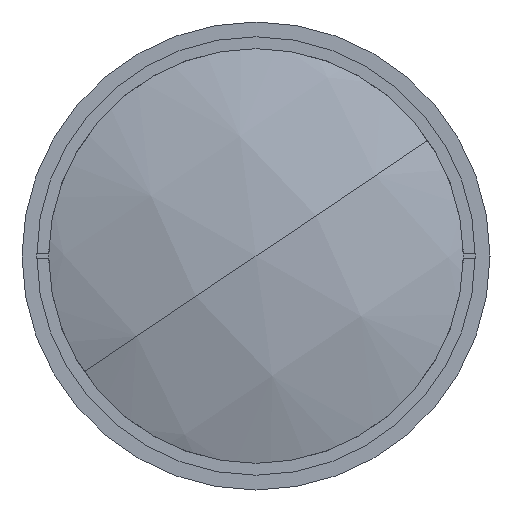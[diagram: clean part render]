
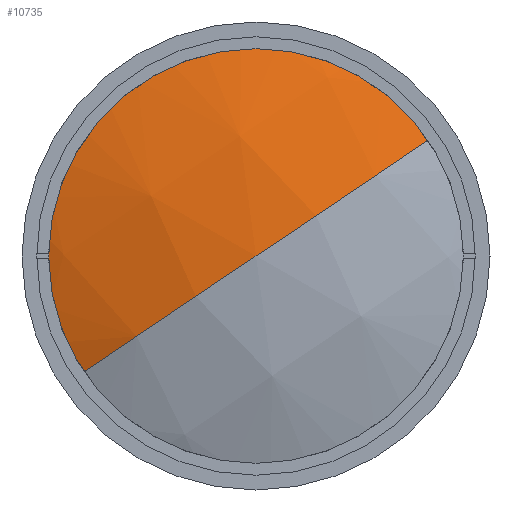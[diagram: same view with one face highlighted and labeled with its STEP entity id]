
A CAD part, left-side view. The second image highlights one B-rep face of the part: STEP entity #10735.
In plain terms, the highlighted spherical face has radius 102.234 mm.
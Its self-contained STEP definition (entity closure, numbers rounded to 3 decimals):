
#426 = ORIENTED_EDGE ( 'NONE', *, *, #5054, .F. ) ;
#886 = EDGE_CURVE ( 'NONE', #9450, #9490, #4388, .T. ) ;
#2005 = SPHERICAL_SURFACE ( 'NONE', #5621, 102.234 ) ;
#2389 = AXIS2_PLACEMENT_3D ( 'NONE', #8764, #2392, #9855 ) ;
#2392 = DIRECTION ( 'NONE',  ( 0., 0.558, 0.83 ) ) ;
#2455 = CARTESIAN_POINT ( 'NONE',  ( 103.234, 0., 0. ) ) ;
#2569 = CARTESIAN_POINT ( 'NONE',  ( 7.548, 29.871, -20.093 ) ) ;
#2738 = CARTESIAN_POINT ( 'NONE',  ( 1., 0., 0. ) ) ;
#3530 = DIRECTION ( 'NONE',  ( 0., 0.83, -0.558 ) ) ;
#3608 = DIRECTION ( 'NONE',  ( -1., 0., 0. ) ) ;
#4388 = CIRCLE ( 'NONE', #7918, 36. ) ;
#5054 = EDGE_CURVE ( 'NONE', #9450, #9852, #6334, .T. ) ;
#5621 = AXIS2_PLACEMENT_3D ( 'NONE', #12724, #11830, #12901 ) ;
#5977 = DIRECTION ( 'NONE',  ( 0., 0.558, 0.83 ) ) ;
#6152 = EDGE_LOOP ( 'NONE', ( #12634, #12969, #426 ) ) ;
#6272 = AXIS2_PLACEMENT_3D ( 'NONE', #2455, #9919, #3530 ) ;
#6334 = CIRCLE ( 'NONE', #6272, 102.234 ) ;
#7918 = AXIS2_PLACEMENT_3D ( 'NONE', #8441, #3608, #5977 ) ;
#8441 = CARTESIAN_POINT ( 'NONE',  ( 7.548, 0., 0. ) ) ;
#8764 = CARTESIAN_POINT ( 'NONE',  ( 103.234, 0., 0. ) ) ;
#9450 = VERTEX_POINT ( 'NONE', #12167 ) ;
#9490 = VERTEX_POINT ( 'NONE', #2569 ) ;
#9714 = EDGE_CURVE ( 'NONE', #9490, #9852, #11038, .T. ) ;
#9852 = VERTEX_POINT ( 'NONE', #2738 ) ;
#9855 = DIRECTION ( 'NONE',  ( 0., -0.83, 0.558 ) ) ;
#9919 = DIRECTION ( 'NONE',  ( 0., -0.558, -0.83 ) ) ;
#10735 = ADVANCED_FACE ( 'NONE', ( #13035 ), #2005, .T. ) ;
#11038 = CIRCLE ( 'NONE', #2389, 102.234 ) ;
#11830 = DIRECTION ( 'NONE',  ( 0., 0.558, 0.83 ) ) ;
#12167 = CARTESIAN_POINT ( 'NONE',  ( 7.548, -29.871, 20.093 ) ) ;
#12634 = ORIENTED_EDGE ( 'NONE', *, *, #886, .T. ) ;
#12724 = CARTESIAN_POINT ( 'NONE',  ( 103.234, 0., 0. ) ) ;
#12901 = DIRECTION ( 'NONE',  ( 0., -0.83, 0.558 ) ) ;
#12969 = ORIENTED_EDGE ( 'NONE', *, *, #9714, .T. ) ;
#13035 = FACE_OUTER_BOUND ( 'NONE', #6152, .T. ) ;
